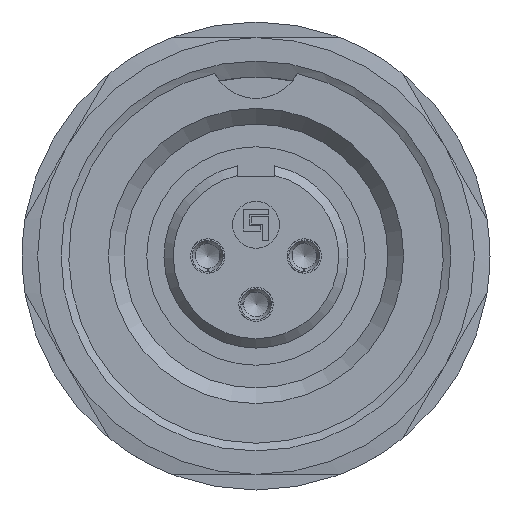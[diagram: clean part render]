
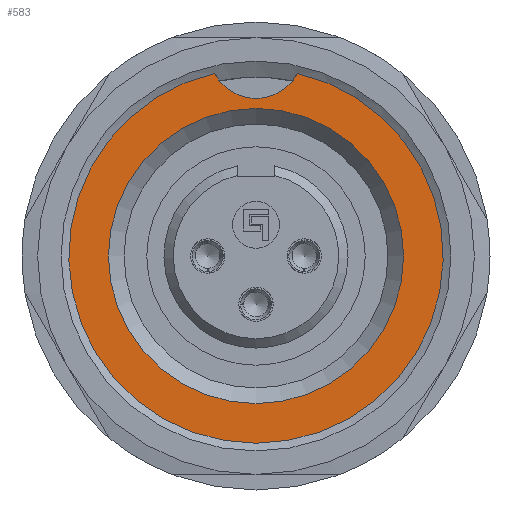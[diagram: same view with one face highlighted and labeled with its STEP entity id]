
A CAD part, left-side view. The second image highlights one B-rep face of the part: STEP entity #583.
In plain terms, the highlighted planar face has unit normal (-1, 0, 0).
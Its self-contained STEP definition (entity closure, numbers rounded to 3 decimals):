
#444=PLANE('',#2841);
#583=ADVANCED_FACE('',(#748,#749),#444,.T.);
#748=FACE_BOUND('',#937,.T.);
#749=FACE_BOUND('',#938,.T.);
#937=EDGE_LOOP('',(#1755));
#938=EDGE_LOOP('',(#1756,#1757));
#1755=ORIENTED_EDGE('',*,*,#2420,.T.);
#1756=ORIENTED_EDGE('',*,*,#2421,.F.);
#1757=ORIENTED_EDGE('',*,*,#2422,.T.);
#2108=VERTEX_POINT('',#4950);
#2109=VERTEX_POINT('',#4953);
#2110=VERTEX_POINT('',#4954);
#2420=EDGE_CURVE('',#2108,#2108,#2586,.T.);
#2421=EDGE_CURVE('',#2109,#2110,#2587,.T.);
#2422=EDGE_CURVE('',#2109,#2110,#2588,.T.);
#2586=CIRCLE('',#2837,4.73);
#2587=CIRCLE('',#2839,6.);
#2588=CIRCLE('',#2840,1.5);
#2837=AXIS2_PLACEMENT_3D('',#4949,#3457,#3458);
#2839=AXIS2_PLACEMENT_3D('',#4952,#3461,#3462);
#2840=AXIS2_PLACEMENT_3D('',#4955,#3463,#3464);
#2841=AXIS2_PLACEMENT_3D('',#4956,#3465,#3466);
#3457=DIRECTION('',(1.,0.,0.));
#3458=DIRECTION('',(0.,0.,1.));
#3461=DIRECTION('',(1.,0.,0.));
#3462=DIRECTION('',(0.,0.,-1.));
#3463=DIRECTION('',(1.,0.,0.));
#3464=DIRECTION('',(0.,0.,1.));
#3465=DIRECTION('',(-1.,0.,0.));
#3466=DIRECTION('',(0.,0.,1.));
#4949=CARTESIAN_POINT('',(-0.3,0.,0.));
#4950=CARTESIAN_POINT('',(-0.3,0.,4.73));
#4952=CARTESIAN_POINT('',(-0.3,0.,0.));
#4953=CARTESIAN_POINT('',(-0.3,-1.327,5.851));
#4954=CARTESIAN_POINT('',(-0.3,1.327,5.851));
#4955=CARTESIAN_POINT('',(-0.3,0.,6.55));
#4956=CARTESIAN_POINT('',(-0.3,0.,0.));
